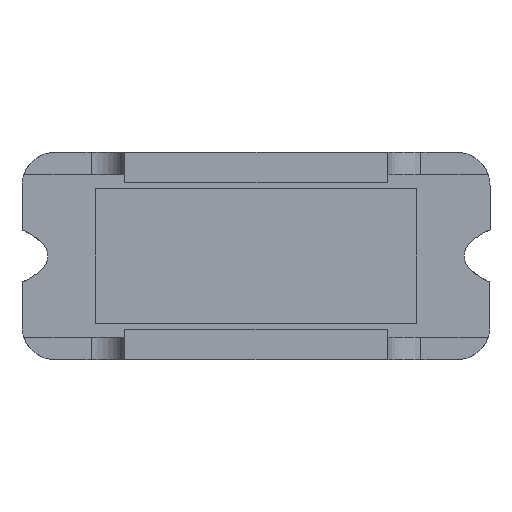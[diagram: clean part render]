
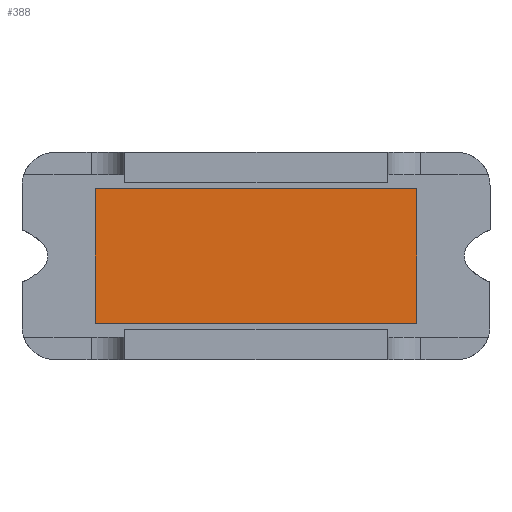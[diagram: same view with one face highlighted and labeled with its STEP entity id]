
A CAD part, front view. The second image highlights one B-rep face of the part: STEP entity #388.
In plain terms, the highlighted planar face has unit normal (0, -1, 0).
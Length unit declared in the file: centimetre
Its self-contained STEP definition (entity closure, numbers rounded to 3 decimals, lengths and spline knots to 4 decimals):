
#104 = EDGE_CURVE ( 'NONE', #9246, #9364, #7969, .T. ) ;
#388 = ADVANCED_FACE ( 'NONE', ( #6735 ), #6440, .F. ) ;
#430 = EDGE_CURVE ( 'NONE', #9283, #9330, #6783, .T. ) ;
#472 = EDGE_CURVE ( 'NONE', #9393, #9283, #6827, .T. ) ;
#480 = EDGE_CURVE ( 'NONE', #9330, #9252, #6835, .T. ) ;
#507 = EDGE_CURVE ( 'NONE', #9364, #9197, #6870, .T. ) ;
#2023 = AXIS2_PLACEMENT_3D ( 'NONE', #6436, #6442, #6443 ) ;
#3277 = AXIS2_PLACEMENT_3D ( 'NONE', #7423, #7424, #7425 ) ;
#3279 = AXIS2_PLACEMENT_3D ( 'NONE', #7449, #7450, #7451 ) ;
#3289 = AXIS2_PLACEMENT_3D ( 'NONE', #3415, #3416, #3417 ) ;
#3401 = AXIS2_PLACEMENT_3D ( 'NONE', #5084, #5085, #5086 ) ;
#3415 = CARTESIAN_POINT ( 'NONE',  ( 1.1303, -1.0668, 0.4699 ) ) ;
#3416 = DIRECTION ( 'NONE',  ( 0., 1., 0. ) ) ;
#3417 = DIRECTION ( 'NONE',  ( 0., 0., -1. ) ) ;
#4721 = LINE ( 'NONE', #4996, #4723 ) ;
#4723 = VECTOR ( 'NONE', #4998, 100. ) ;
#4726 = LINE ( 'NONE', #5002, #4729 ) ;
#4729 = VECTOR ( 'NONE', #5003, 100. ) ;
#4757 = CIRCLE ( 'NONE', #3401, 0.0127 ) ;
#4996 = CARTESIAN_POINT ( 'NONE',  ( 1.143, -1.0668, 0. ) ) ;
#4998 = DIRECTION ( 'NONE',  ( 0., 0., 1. ) ) ;
#5002 = CARTESIAN_POINT ( 'NONE',  ( -1.143, -1.0668, 0. ) ) ;
#5003 = DIRECTION ( 'NONE',  ( 0., 0., -1. ) ) ;
#5084 = CARTESIAN_POINT ( 'NONE',  ( -1.1303, -1.0668, 0.4699 ) ) ;
#5085 = DIRECTION ( 'NONE',  ( 0., 1., 0. ) ) ;
#5086 = DIRECTION ( 'NONE',  ( 0., 0., 1. ) ) ;
#5248 = CARTESIAN_POINT ( 'NONE',  ( 1.143, -1.0668, 0.4699 ) ) ;
#5253 = CARTESIAN_POINT ( 'NONE',  ( -1.1303, -1.0668, 0.4826 ) ) ;
#5263 = CARTESIAN_POINT ( 'NONE',  ( -1.143, -1.0668, -0.4699 ) ) ;
#5268 = CARTESIAN_POINT ( 'NONE',  ( 1.1303, -1.0668, -0.4826 ) ) ;
#5276 = CARTESIAN_POINT ( 'NONE',  ( -1.1303, -1.0668, -0.4826 ) ) ;
#5277 = CARTESIAN_POINT ( 'NONE',  ( -1.143, -1.0668, 0.4699 ) ) ;
#5327 = CARTESIAN_POINT ( 'NONE',  ( 1.1303, -1.0668, 0.4826 ) ) ;
#5335 = CARTESIAN_POINT ( 'NONE',  ( 1.143, -1.0668, -0.4699 ) ) ;
#6436 = CARTESIAN_POINT ( 'NONE',  ( 0., -1.0668, 0. ) ) ;
#6440 = PLANE ( 'NONE',  #2023 ) ;
#6442 = DIRECTION ( 'NONE',  ( 0., 1., 0. ) ) ;
#6443 = DIRECTION ( 'NONE',  ( 0., 0., 1. ) ) ;
#6735 = FACE_OUTER_BOUND ( 'NONE', #9594, .T. ) ;
#6783 = LINE ( 'NONE', #7253, #6788 ) ;
#6788 = VECTOR ( 'NONE', #7259, 100. ) ;
#6827 = CIRCLE ( 'NONE', #3277, 0.0127 ) ;
#6835 = CIRCLE ( 'NONE', #3279, 0.0127 ) ;
#6870 = CIRCLE ( 'NONE', #3289, 0.0127 ) ;
#7253 = CARTESIAN_POINT ( 'NONE',  ( 0., -1.0668, -0.4826 ) ) ;
#7259 = DIRECTION ( 'NONE',  ( -1., 0., 0. ) ) ;
#7423 = CARTESIAN_POINT ( 'NONE',  ( 1.1303, -1.0668, -0.4699 ) ) ;
#7424 = DIRECTION ( 'NONE',  ( 0., 1., 0. ) ) ;
#7425 = DIRECTION ( 'NONE',  ( 0., 0., 1. ) ) ;
#7449 = CARTESIAN_POINT ( 'NONE',  ( -1.1303, -1.0668, -0.4699 ) ) ;
#7450 = DIRECTION ( 'NONE',  ( 0., 1., 0. ) ) ;
#7451 = DIRECTION ( 'NONE',  ( 0., 0., -1. ) ) ;
#7969 = LINE ( 'NONE', #9767, #7975 ) ;
#7975 = VECTOR ( 'NONE', #9858, 100. ) ;
#8219 = EDGE_CURVE ( 'NONE', #9393, #9197, #4721, .T. ) ;
#8230 = EDGE_CURVE ( 'NONE', #9322, #9252, #4726, .T. ) ;
#8302 = EDGE_CURVE ( 'NONE', #9322, #9246, #4757, .T. ) ;
#8821 = ORIENTED_EDGE ( 'NONE', *, *, #472, .F. ) ;
#8837 = ORIENTED_EDGE ( 'NONE', *, *, #480, .F. ) ;
#8840 = ORIENTED_EDGE ( 'NONE', *, *, #8219, .T. ) ;
#8845 = ORIENTED_EDGE ( 'NONE', *, *, #8230, .T. ) ;
#8863 = ORIENTED_EDGE ( 'NONE', *, *, #104, .F. ) ;
#8885 = ORIENTED_EDGE ( 'NONE', *, *, #8302, .F. ) ;
#8981 = ORIENTED_EDGE ( 'NONE', *, *, #507, .F. ) ;
#8996 = ORIENTED_EDGE ( 'NONE', *, *, #430, .F. ) ;
#9197 = VERTEX_POINT ( 'NONE', #5248 ) ;
#9246 = VERTEX_POINT ( 'NONE', #5253 ) ;
#9252 = VERTEX_POINT ( 'NONE', #5263 ) ;
#9283 = VERTEX_POINT ( 'NONE', #5268 ) ;
#9322 = VERTEX_POINT ( 'NONE', #5277 ) ;
#9330 = VERTEX_POINT ( 'NONE', #5276 ) ;
#9364 = VERTEX_POINT ( 'NONE', #5327 ) ;
#9393 = VERTEX_POINT ( 'NONE', #5335 ) ;
#9594 = EDGE_LOOP ( 'NONE', ( #8863, #8885, #8845, #8837, #8996, #8821, #8840, #8981 ) ) ;
#9767 = CARTESIAN_POINT ( 'NONE',  ( 0., -1.0668, 0.4826 ) ) ;
#9858 = DIRECTION ( 'NONE',  ( 1., 0., 0. ) ) ;
